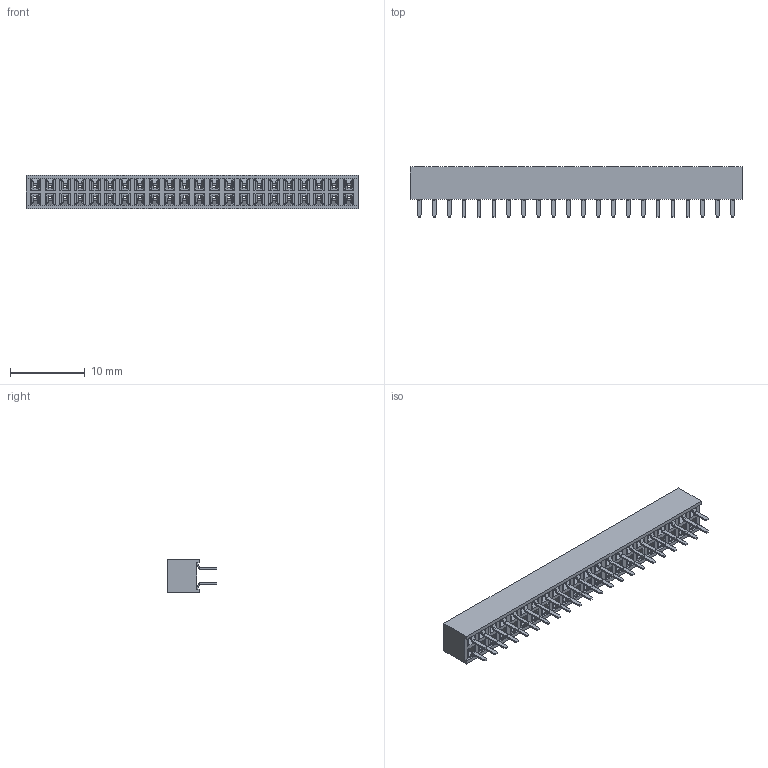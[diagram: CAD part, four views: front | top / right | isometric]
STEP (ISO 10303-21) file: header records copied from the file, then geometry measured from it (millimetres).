
FILE_DESCRIPTION((''),'2;1');
FILE_NAME('FFH20001-D444S1XX4K6L','2024-07-05T',('工程三'),(''),'PRO/ENGINEER BY PARAMETRIC TECHNOLOGY CORPORATION, 2010280','PRO/ENGINEER BY PARAMETRIC TECHNOLOGY CORPORATION, 2010280','');
FILE_SCHEMA(('CONFIG_CONTROL_DESIGN'));
Products named in the file (1): FFH20001-D444S1XX4K6L
Bounding box: 44.5 x 6.7 x 4.5 mm (x, y, z)
Volume: 473.6 mm3; surface area: 2887.9 mm2
Topology: 1 solids, 45 shells, 3530 faces, 10056 edges, 6616 vertices
Faces by surface type: plane 2474, cylinder 1056
Entity records: 115219 total; most frequent: CARTESIAN_POINT 24691, ORIENTED_EDGE 20112, DIRECTION 17030, EDGE_CURVE 10056, VECTOR 7504, LINE 7504, VERTEX_POINT 6616, AXIS2_PLACEMENT_3D 4763
